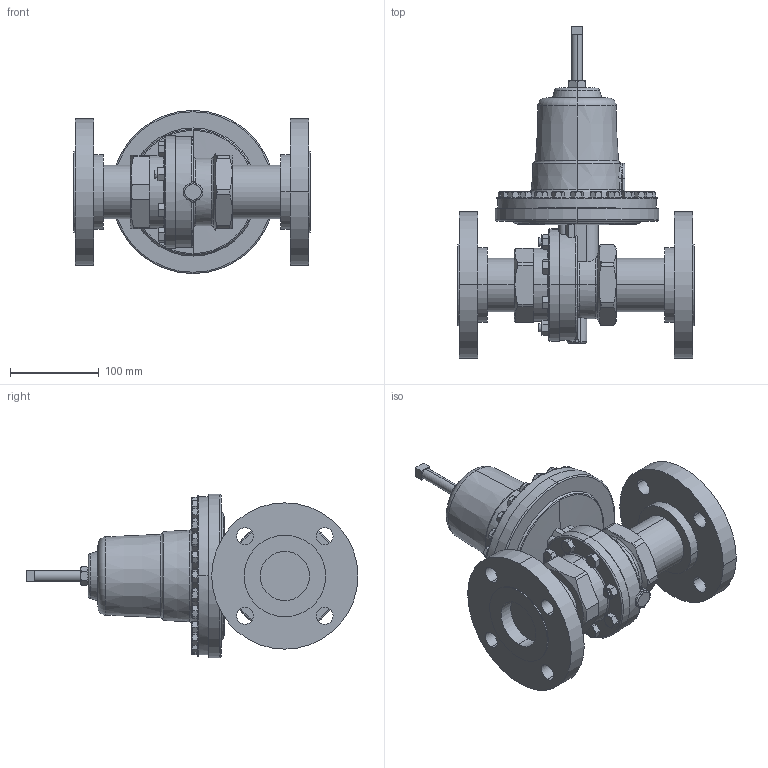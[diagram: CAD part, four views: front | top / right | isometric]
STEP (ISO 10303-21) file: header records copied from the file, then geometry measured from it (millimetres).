
FILE_DESCRIPTION (( 'STEP AP203' ), '1' );
FILE_NAME ('60-200-DI+BR-F3.STEP', '2017-07-21T11:29:15', ( '' ), ( '' ), 'SwSTEP 2.0', 'SolidWorks 2014', '' );
FILE_SCHEMA (( 'CONFIG_CONTROL_DESIGN' ));
Length unit declared in the file: inch
Products named in the file (2): 60-200-DI+BR-F3
Bounding box: 266.7 x 374.65 x 184.15 mm (x, y, z)
Volume: 3673375.5 mm3; surface area: 316249.7 mm2
Topology: 1 solids, 1 shells, 922 faces, 2235 edges, 1375 vertices
Faces by surface type: plane 379, cone 245, cylinder 190, bspline 60, torus 46, sphere 2
Entity records: 41927 total; most frequent: CARTESIAN_POINT 20946, ORIENTED_EDGE 4470, DIRECTION 4140, EDGE_CURVE 2235, AXIS2_PLACEMENT_3D 1696, VERTEX_POINT 1375, EDGE_LOOP 1048, FACE_OUTER_BOUND 922
